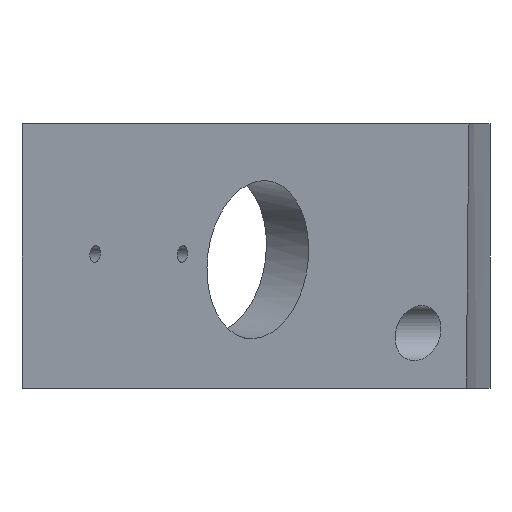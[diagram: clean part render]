
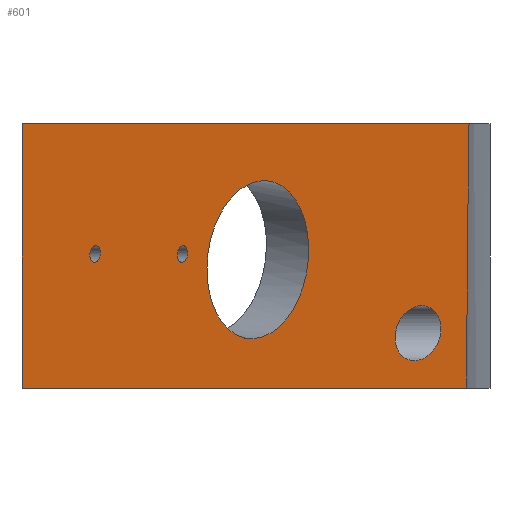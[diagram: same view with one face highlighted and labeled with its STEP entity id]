
A CAD part, front view. The second image highlights one B-rep face of the part: STEP entity #601.
In plain terms, the highlighted planar face has unit normal (0.768, -0.632, -0.101).
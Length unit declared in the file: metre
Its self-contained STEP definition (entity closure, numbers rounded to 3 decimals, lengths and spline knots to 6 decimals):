
#29=ELLIPSE('',#662,0.898483,0.091077);
#30=ELLIPSE('',#667,0.006506,0.005);
#31=ELLIPSE('',#668,0.001508,0.0015);
#32=ELLIPSE('',#669,0.001508,0.0015);
#46=LINE('',#936,#96);
#57=LINE('',#980,#107);
#61=LINE('',#993,#111);
#96=VECTOR('',#744,1.);
#107=VECTOR('',#769,1.);
#111=VECTOR('',#783,1.);
#184=ORIENTED_EDGE('',*,*,#341,.F.);
#185=ORIENTED_EDGE('',*,*,#342,.F.);
#186=ORIENTED_EDGE('',*,*,#343,.F.);
#187=ORIENTED_EDGE('',*,*,#344,.F.);
#188=ORIENTED_EDGE('',*,*,#316,.F.);
#189=ORIENTED_EDGE('',*,*,#340,.F.);
#190=ORIENTED_EDGE('',*,*,#336,.F.);
#191=ORIENTED_EDGE('',*,*,#333,.F.);
#316=EDGE_CURVE('',#396,#397,#46,.T.);
#333=EDGE_CURVE('',#397,#412,#57,.T.);
#336=EDGE_CURVE('',#412,#414,#29,.T.);
#340=EDGE_CURVE('',#414,#396,#61,.F.);
#341=EDGE_CURVE('',#416,#416,#448,.T.);
#342=EDGE_CURVE('',#417,#417,#30,.T.);
#343=EDGE_CURVE('',#418,#418,#31,.T.);
#344=EDGE_CURVE('',#419,#419,#32,.T.);
#396=VERTEX_POINT('',#935);
#397=VERTEX_POINT('',#937);
#412=VERTEX_POINT('',#981);
#414=VERTEX_POINT('',#987);
#416=VERTEX_POINT('',#996);
#417=VERTEX_POINT('',#998);
#418=VERTEX_POINT('',#1000);
#419=VERTEX_POINT('',#1002);
#448=CIRCLE('',#666,0.01445);
#473=EDGE_LOOP('',(#184));
#474=EDGE_LOOP('',(#185));
#475=EDGE_LOOP('',(#186));
#476=EDGE_LOOP('',(#187));
#477=EDGE_LOOP('',(#188,#189,#190,#191));
#527=FACE_BOUND('',#473,.T.);
#528=FACE_BOUND('',#474,.T.);
#529=FACE_BOUND('',#475,.T.);
#530=FACE_BOUND('',#476,.T.);
#531=FACE_BOUND('',#477,.T.);
#576=PLANE('',#665);
#601=ADVANCED_FACE('',(#527,#528,#529,#530,#531),#576,.T.);
#662=AXIS2_PLACEMENT_3D('',#986,#775,#776);
#665=AXIS2_PLACEMENT_3D('',#994,#784,#785);
#666=AXIS2_PLACEMENT_3D('',#995,#786,#787);
#667=AXIS2_PLACEMENT_3D('',#997,#788,#789);
#668=AXIS2_PLACEMENT_3D('',#999,#790,#791);
#669=AXIS2_PLACEMENT_3D('',#1001,#792,#793);
#744=DIRECTION('',(0.,-0.158,0.987));
#769=DIRECTION('',(0.635,0.772,0.));
#775=DIRECTION('',(0.769,-0.632,-0.101));
#776=DIRECTION('',(-0.078,0.064,-0.995));
#783=DIRECTION('',(0.635,0.772,0.));
#784=DIRECTION('',(0.769,-0.632,-0.101));
#785=DIRECTION('',(0.626,0.775,-0.083));
#786=DIRECTION('',(0.769,-0.632,-0.101));
#787=DIRECTION('',(0.635,0.772,0.));
#788=DIRECTION('',(0.769,-0.632,-0.101));
#789=DIRECTION('',(-0.64,-0.759,-0.122));
#790=DIRECTION('',(0.769,-0.632,-0.101));
#791=DIRECTION('',(0.078,-0.064,0.995));
#792=DIRECTION('',(0.769,-0.632,-0.101));
#793=DIRECTION('',(0.078,-0.064,0.995));
#935=CARTESIAN_POINT('',(0.0605,-0.22929,-0.0007));
#936=CARTESIAN_POINT('',(0.0605,-0.231208,0.011255));
#937=CARTESIAN_POINT('',(0.0605,-0.237,0.047351));
#980=CARTESIAN_POINT('',(0.124633,-0.158985,0.047351));
#981=CARTESIAN_POINT('',(0.141761,-0.138149,0.047351));
#986=CARTESIAN_POINT('',(0.232382,-0.12905,0.677679));
#987=CARTESIAN_POINT('',(0.141326,-0.130969,-0.0007));
#993=CARTESIAN_POINT('',(0.034897,-0.260435,-0.0007));
#994=CARTESIAN_POINT('',(0.114529,-0.168706,0.031334));
#995=CARTESIAN_POINT('',(0.103372,-0.180886,0.022662));
#996=CARTESIAN_POINT('',(0.112548,-0.169724,0.022662));
#997=CARTESIAN_POINT('',(0.132495,-0.143316,0.0093));
#998=CARTESIAN_POINT('',(0.128332,-0.148253,0.008508));
#999=CARTESIAN_POINT('',(0.073794,-0.21703,0.023675));
#1000=CARTESIAN_POINT('',(0.073912,-0.217127,0.025175));
#1001=CARTESIAN_POINT('',(0.08967,-0.197718,0.023675));
#1002=CARTESIAN_POINT('',(0.089788,-0.197815,0.025175));
